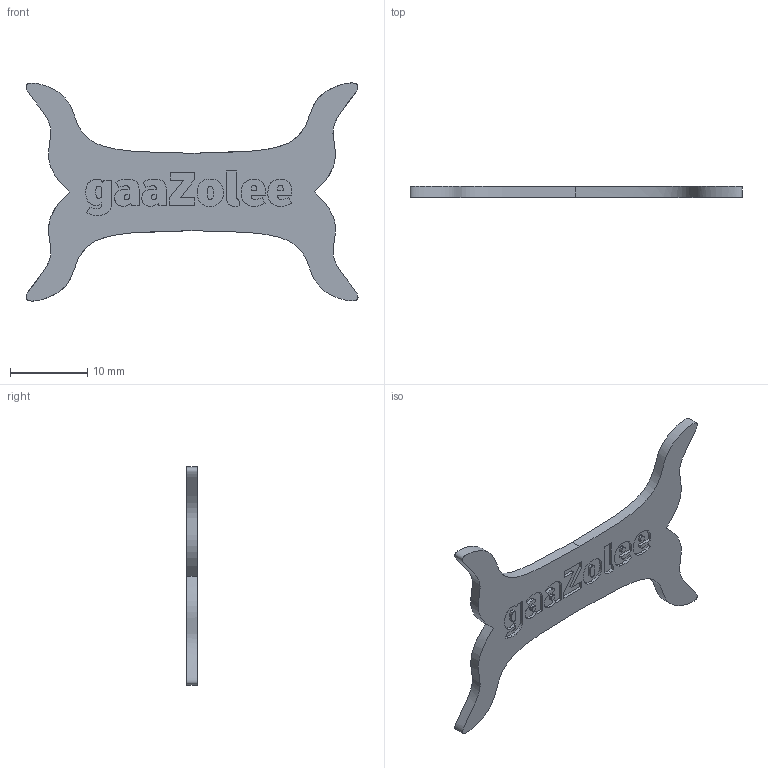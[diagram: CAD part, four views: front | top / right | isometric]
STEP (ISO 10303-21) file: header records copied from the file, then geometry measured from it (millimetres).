
FILE_DESCRIPTION(/* description */ (''),/* implementation_level */ '2;1');
FILE_NAME(/* name */ 'TempFloor_Stand v8.step',/* time_stamp */ '2018-04-05T22:47:19-05:00',/* author */ ('zoltanMEGRD'),/* organization */ (''),/* preprocessor_version */ 'ST-DEVELOPER v16.13',/* originating_system */ 'Autodesk Translation Framework v6.5.0.72',/* authorisation */ '');
FILE_SCHEMA (('AUTOMOTIVE_DESIGN { 1 0 10303 214 3 1 1 }'));
Length unit declared in the file: millimetre
Products named in the file (1): TempFloor_Stand
Bounding box: 42.86 x 1.4 x 28.16 mm (x, y, z)
Volume: 697.9 mm3; surface area: 1326.7 mm2
Topology: 1 solids, 1 shells, 200 faces, 552 edges, 366 vertices
Faces by surface type: bspline 125, plane 75
Entity records: 7825 total; most frequent: CARTESIAN_POINT 3572, ORIENTED_EDGE 1104, EDGE_CURVE 552, DIRECTION 454, VERTEX_POINT 366, LINE 302, VECTOR 302, B_SPLINE_CURVE_WITH_KNOTS 238
